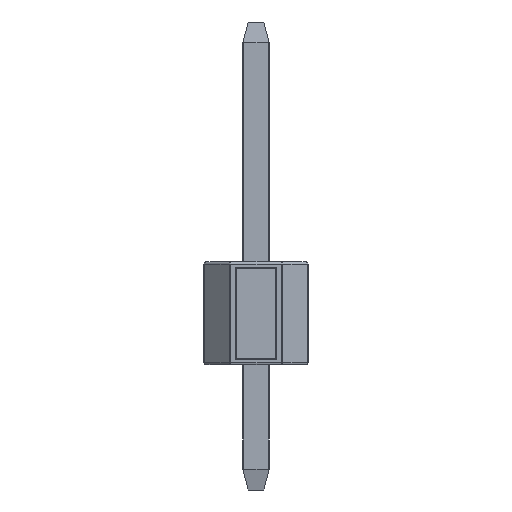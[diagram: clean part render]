
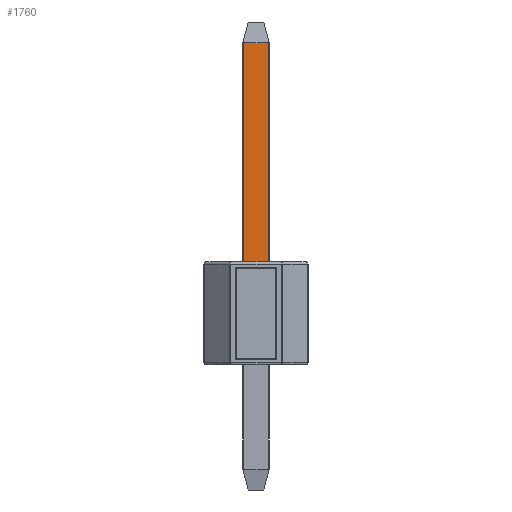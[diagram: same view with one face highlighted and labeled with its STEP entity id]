
A CAD part, left-side view. The second image highlights one B-rep face of the part: STEP entity #1760.
In plain terms, the highlighted planar face has unit normal (-1, 0, 0).
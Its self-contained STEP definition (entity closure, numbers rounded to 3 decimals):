
#411=FACE_OUTER_BOUND('',#505,.T.);
#505=EDGE_LOOP('',(#1450,#1451,#1452,#1453));
#614=LINE('',#2906,#754);
#637=LINE('',#2954,#777);
#638=LINE('',#2956,#778);
#639=LINE('',#2957,#779);
#754=VECTOR('',#2370,10.);
#777=VECTOR('',#2421,10.);
#778=VECTOR('',#2422,10.);
#779=VECTOR('',#2423,10.);
#818=VERTEX_POINT('',#2647);
#821=VERTEX_POINT('',#2654);
#900=VERTEX_POINT('',#2953);
#901=VERTEX_POINT('',#2955);
#1070=EDGE_CURVE('',#821,#818,#614,.T.);
#1093=EDGE_CURVE('',#900,#818,#637,.T.);
#1094=EDGE_CURVE('',#901,#900,#638,.T.);
#1095=EDGE_CURVE('',#821,#901,#639,.T.);
#1450=ORIENTED_EDGE('',*,*,#1070,.T.);
#1451=ORIENTED_EDGE('',*,*,#1093,.F.);
#1452=ORIENTED_EDGE('',*,*,#1094,.F.);
#1453=ORIENTED_EDGE('',*,*,#1095,.F.);
#1583=PLANE('',#1960);
#1760=ADVANCED_FACE('',(#411),#1583,.T.);
#1960=AXIS2_PLACEMENT_3D('',#2952,#2419,#2420);
#2370=DIRECTION('',(0.,-1.,0.));
#2419=DIRECTION('center_axis',(-1.,0.,0.));
#2420=DIRECTION('ref_axis',(0.,0.,1.));
#2421=DIRECTION('',(0.,0.,-1.));
#2422=DIRECTION('',(0.,-1.,0.));
#2423=DIRECTION('',(0.,0.,1.));
#2647=CARTESIAN_POINT('',(-0.32,-0.297,2.5));
#2654=CARTESIAN_POINT('',(-0.32,0.292,2.5));
#2906=CARTESIAN_POINT('',(-0.32,-0.003,2.5));
#2952=CARTESIAN_POINT('Origin',(-0.32,-0.003,2.645));
#2953=CARTESIAN_POINT('',(-0.32,-0.297,7.832));
#2954=CARTESIAN_POINT('',(-0.32,-0.297,5.493));
#2955=CARTESIAN_POINT('',(-0.32,0.292,7.832));
#2956=CARTESIAN_POINT('',(-0.32,0.158,7.832));
#2957=CARTESIAN_POINT('',(-0.32,0.292,-0.202));
